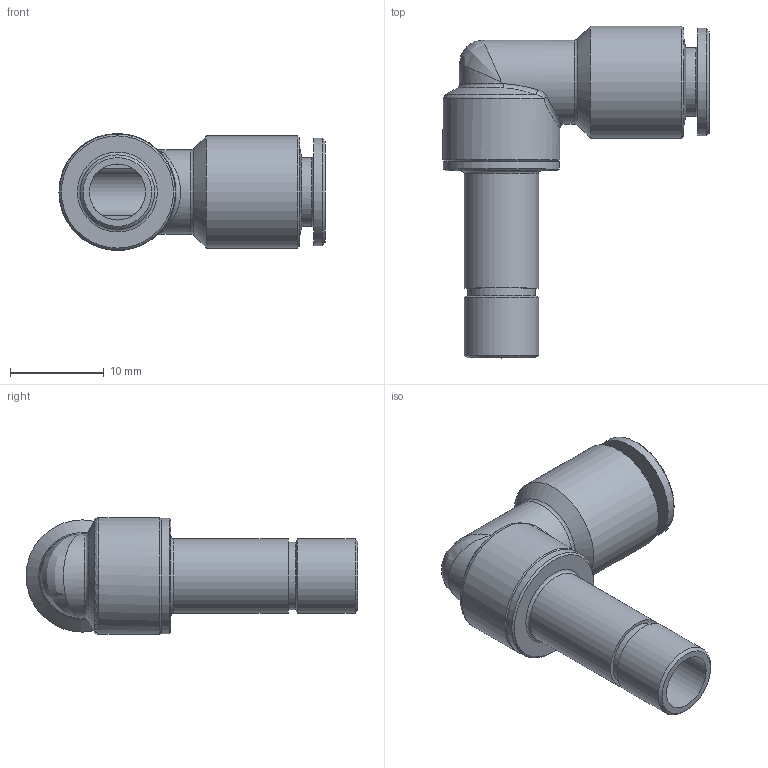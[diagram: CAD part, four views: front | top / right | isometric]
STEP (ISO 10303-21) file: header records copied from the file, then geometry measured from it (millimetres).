
FILE_DESCRIPTION( ( 'STEP AP214' ), '1' );
FILE_NAME( 'psolqas_15768_0.stp', '2020-12-01T17:14:58', ( 'License CC BY-ND 4.0' ), ( 'CADENAS' ), ' ', 'PARTsolutions', ' ' );
FILE_SCHEMA( ( 'AUTOMOTIVE_DESIGN { 1 0 10303 214 1 1 1 1 }' ) );
Length unit declared in the file: metre
Products named in the file (1): Taglia-Rivoluzione1
Bounding box: 28.45 x 35.5 x 12.5 mm (x, y, z)
Volume: 2551.3 mm3; surface area: 2863.2 mm2
Topology: 1 solids, 1 shells, 46 faces, 99 edges, 58 vertices
Faces by surface type: cylinder 14, cone 12, plane 10, bspline 6, torus 4
Full cylindrical faces by diameter (mm): 5 x1, 6 x1, 6.15 x1, 7.2 x1, 7.3 x1, 7.95 x2, 9 x1, 11.5 x1, 12 x1, 12.4 x1, 12.5 x1
Entity records: 1866 total; most frequent: CARTESIAN_POINT 696, DIRECTION 164, ORIENTED_EDGE 128, AXIS2_PLACEMENT_3D 81, EDGE_LOOP 77, EDGE_CURVE 64, FACE_OUTER_BOUND 59, VERTEX_POINT 51
